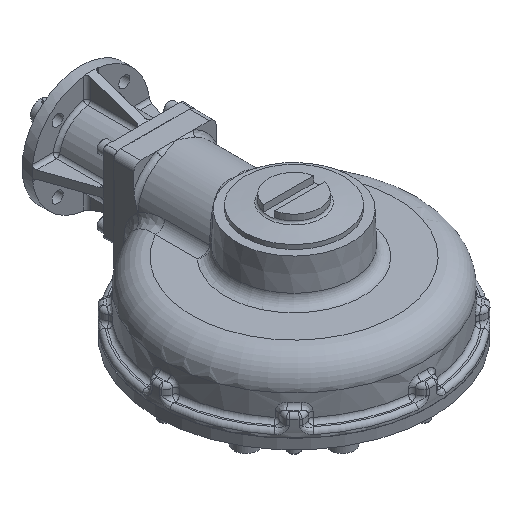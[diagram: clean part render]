
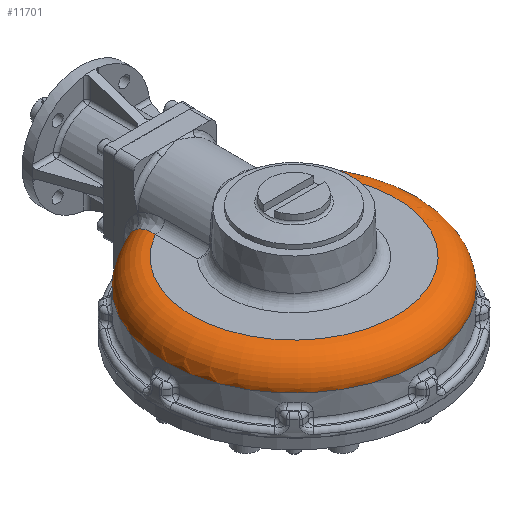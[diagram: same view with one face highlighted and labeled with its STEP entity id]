
A CAD part, isometric view. The second image highlights one B-rep face of the part: STEP entity #11701.
In plain terms, the highlighted toroidal (fillet/blend) face has major radius 151.5 mm and minor radius 40 mm.
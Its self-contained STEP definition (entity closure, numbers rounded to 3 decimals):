
#631=B_SPLINE_CURVE_WITH_KNOTS('',3,(#28223,#28224,#28225,#28226,#28227,
#28228,#28229),.UNSPECIFIED.,.F.,.F.,(4,1,1,1,4),(0.,0.008,
0.017,0.025,0.034),.UNSPECIFIED.);
#632=B_SPLINE_CURVE_WITH_KNOTS('',3,(#28231,#28232,#28233,#28234,#28235,
#28236,#28237,#28238),.UNSPECIFIED.,.F.,.F.,(4,1,1,1,1,4),(0.035,
0.043,0.048,0.052,0.06,
0.068),.UNSPECIFIED.);
#633=B_SPLINE_CURVE_WITH_KNOTS('',3,(#28239,#28240,#28241,#28242,#28243,
#28244,#28245,#28246,#28247),.UNSPECIFIED.,.F.,.F.,(4,1,1,1,1,1,4),(0.,
0.008,0.013,0.017,0.021,
0.025,0.034),.UNSPECIFIED.);
#634=B_SPLINE_CURVE_WITH_KNOTS('',3,(#28249,#28250,#28251,#28252,#28253,
#28254,#28255,#28256),.UNSPECIFIED.,.F.,.F.,(4,1,1,1,1,4),(0.,0.009,
0.013,0.017,0.026,0.034),
 .UNSPECIFIED.);
#2019=TOROIDAL_SURFACE('',#17516,151.5,40.);
#4200=ORIENTED_EDGE('',*,*,#6618,.F.);
#4201=ORIENTED_EDGE('',*,*,#6657,.T.);
#4202=ORIENTED_EDGE('',*,*,#6658,.T.);
#4203=ORIENTED_EDGE('',*,*,#6532,.F.);
#4204=ORIENTED_EDGE('',*,*,#6659,.T.);
#4205=ORIENTED_EDGE('',*,*,#6660,.T.);
#6532=EDGE_CURVE('',#7930,#7931,#8815,.F.);
#6618=EDGE_CURVE('',#8013,#8014,#8848,.T.);
#6657=EDGE_CURVE('',#8013,#8044,#631,.T.);
#6658=EDGE_CURVE('',#8044,#7931,#632,.T.);
#6659=EDGE_CURVE('',#7930,#8045,#633,.T.);
#6660=EDGE_CURVE('',#8045,#8014,#634,.T.);
#7930=VERTEX_POINT('',#27650);
#7931=VERTEX_POINT('',#27652);
#8013=VERTEX_POINT('',#28020);
#8014=VERTEX_POINT('',#28022);
#8044=VERTEX_POINT('',#28230);
#8045=VERTEX_POINT('',#28248);
#8815=CIRCLE('',#17462,191.5);
#8848=CIRCLE('',#17501,151.5);
#9778=EDGE_LOOP('',(#4200,#4201,#4202,#4203,#4204,#4205));
#10695=FACE_BOUND('',#9778,.T.);
#11701=ADVANCED_FACE('',(#10695),#2019,.T.);
#17462=AXIS2_PLACEMENT_3D('',#27651,#20271,#20272);
#17501=AXIS2_PLACEMENT_3D('',#28021,#20379,#20380);
#17516=AXIS2_PLACEMENT_3D('',#28222,#20423,#20424);
#20271=DIRECTION('',(0.,0.,1.));
#20272=DIRECTION('',(-1.,0.,0.));
#20379=DIRECTION('',(0.,0.,1.));
#20380=DIRECTION('',(-1.,0.,0.));
#20423=DIRECTION('',(0.,0.,1.));
#20424=DIRECTION('',(-1.,0.,0.));
#27650=CARTESIAN_POINT('',(70.479,-3.916,-40.3));
#27651=CARTESIAN_POINT('',(0.,-181.975,-40.3));
#27652=CARTESIAN_POINT('',(-70.479,-3.916,-40.3));
#28020=CARTESIAN_POINT('',(-74.565,-50.095,-0.3));
#28021=CARTESIAN_POINT('',(0.,-181.975,-0.3));
#28022=CARTESIAN_POINT('',(74.565,-50.095,-0.3));
#28222=CARTESIAN_POINT('',(0.,-181.975,-40.3));
#28223=CARTESIAN_POINT('',(-74.565,-50.095,-0.3));
#28224=CARTESIAN_POINT('',(-74.145,-47.244,-0.3));
#28225=CARTESIAN_POINT('',(-73.45,-41.599,-0.688));
#28226=CARTESIAN_POINT('',(-72.815,-33.338,-2.572));
#28227=CARTESIAN_POINT('',(-72.429,-25.33,-5.993));
#28228=CARTESIAN_POINT('',(-72.13,-20.591,-9.175));
#28229=CARTESIAN_POINT('',(-71.894,-18.352,-10.991));
#28230=CARTESIAN_POINT('',(-71.894,-18.352,-10.991));
#28231=CARTESIAN_POINT('',(-71.894,-18.352,-10.991));
#28232=CARTESIAN_POINT('',(-71.661,-16.151,-12.776));
#28233=CARTESIAN_POINT('',(-71.359,-13.172,-15.734));
#28234=CARTESIAN_POINT('',(-71.036,-9.87,-20.24));
#28235=CARTESIAN_POINT('',(-70.765,-7.027,-25.187));
#28236=CARTESIAN_POINT('',(-70.542,-4.612,-31.752));
#28237=CARTESIAN_POINT('',(-70.479,-3.916,-37.45));
#28238=CARTESIAN_POINT('',(-70.479,-3.916,-40.3));
#28239=CARTESIAN_POINT('',(70.479,-3.916,-40.3));
#28240=CARTESIAN_POINT('',(70.479,-3.916,-37.454));
#28241=CARTESIAN_POINT('',(70.524,-4.414,-33.281));
#28242=CARTESIAN_POINT('',(70.675,-6.052,-27.841));
#28243=CARTESIAN_POINT('',(70.833,-7.737,-23.954));
#28244=CARTESIAN_POINT('',(71.032,-9.825,-20.31));
#28245=CARTESIAN_POINT('',(71.359,-13.177,-15.717));
#28246=CARTESIAN_POINT('',(71.663,-16.171,-12.76));
#28247=CARTESIAN_POINT('',(71.894,-18.352,-10.991));
#28248=CARTESIAN_POINT('',(71.894,-18.352,-10.991));
#28249=CARTESIAN_POINT('',(71.894,-18.352,-10.991));
#28250=CARTESIAN_POINT('',(72.129,-20.584,-9.181));
#28251=CARTESIAN_POINT('',(72.354,-24.133,-6.804));
#28252=CARTESIAN_POINT('',(72.616,-29.24,-4.318));
#28253=CARTESIAN_POINT('',(72.916,-34.634,-2.283));
#28254=CARTESIAN_POINT('',(73.444,-41.555,-0.69));
#28255=CARTESIAN_POINT('',(74.145,-47.248,-0.3));
#28256=CARTESIAN_POINT('',(74.565,-50.095,-0.3));
